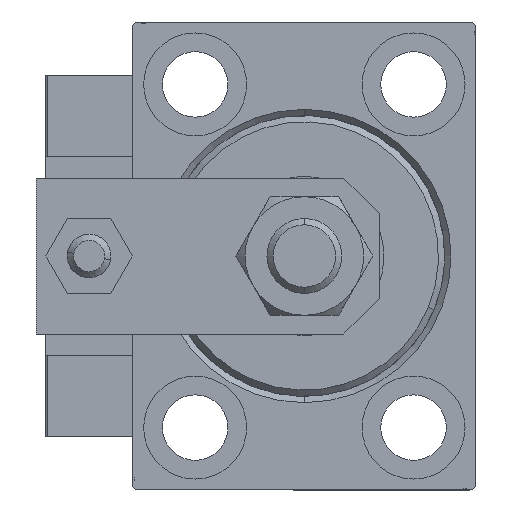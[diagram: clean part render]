
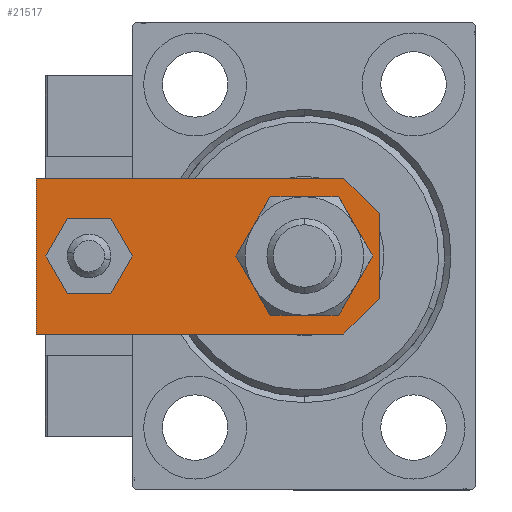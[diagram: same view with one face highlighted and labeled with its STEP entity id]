
A CAD part, left-side view. The second image highlights one B-rep face of the part: STEP entity #21517.
In plain terms, the highlighted face is planar.
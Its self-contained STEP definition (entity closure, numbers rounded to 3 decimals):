
#247 = EDGE_CURVE ( 'NONE', #1913, #11403, #30328, .T. ) ;
#1011 = CARTESIAN_POINT ( 'NONE',  ( -12.5, 55., 6. ) ) ;
#1159 = CARTESIAN_POINT ( 'NONE',  ( -12.5, 55., 6. ) ) ;
#1760 = DIRECTION ( 'NONE',  ( 1., 0., 0. ) ) ;
#1913 = VERTEX_POINT ( 'NONE', #2819 ) ;
#2279 = DIRECTION ( 'NONE',  ( 0., 0., 1. ) ) ;
#2635 = CARTESIAN_POINT ( 'NONE',  ( 0., 0., 6. ) ) ;
#2819 = CARTESIAN_POINT ( 'NONE',  ( 4., 46.5, 6. ) ) ;
#2823 = VERTEX_POINT ( 'NONE', #24785 ) ;
#4527 = AXIS2_PLACEMENT_3D ( 'NONE', #38942, #2279, #6536 ) ;
#6536 = DIRECTION ( 'NONE',  ( 1., 0., 0. ) ) ;
#6538 = ORIENTED_EDGE ( 'NONE', *, *, #8653, .F. ) ;
#6709 = CARTESIAN_POINT ( 'NONE',  ( -6.84, 0., 6. ) ) ;
#7152 = LINE ( 'NONE', #36091, #28698 ) ;
#7376 = EDGE_CURVE ( 'NONE', #2823, #35368, #25316, .T. ) ;
#7906 = ORIENTED_EDGE ( 'NONE', *, *, #49788, .F. ) ;
#8171 = ORIENTED_EDGE ( 'NONE', *, *, #17176, .T. ) ;
#8409 = CARTESIAN_POINT ( 'NONE',  ( -12.5, 5.66, 6. ) ) ;
#8653 = EDGE_CURVE ( 'NONE', #11403, #1913, #34694, .T. ) ;
#9186 = AXIS2_PLACEMENT_3D ( 'NONE', #13573, #30025, #46220 ) ;
#9590 = CARTESIAN_POINT ( 'NONE',  ( 12.5, 0., 6. ) ) ;
#10629 = FACE_BOUND ( 'NONE', #34391, .T. ) ;
#11403 = VERTEX_POINT ( 'NONE', #15984 ) ;
#11995 = VECTOR ( 'NONE', #49683, 1000. ) ;
#12571 = ORIENTED_EDGE ( 'NONE', *, *, #36350, .T. ) ;
#13573 = CARTESIAN_POINT ( 'NONE',  ( 0., 12., 6. ) ) ;
#13874 = EDGE_LOOP ( 'NONE', ( #6538, #18862 ) ) ;
#15234 = VECTOR ( 'NONE', #33461, 1000. ) ;
#15933 = AXIS2_PLACEMENT_3D ( 'NONE', #46148, #17475, #33151 ) ;
#15984 = CARTESIAN_POINT ( 'NONE',  ( -4., 46.5, 6. ) ) ;
#17043 = LINE ( 'NONE', #36428, #27025 ) ;
#17176 = EDGE_CURVE ( 'NONE', #39359, #24278, #33227, .T. ) ;
#17475 = DIRECTION ( 'NONE',  ( 0., 0., 1. ) ) ;
#17723 = CARTESIAN_POINT ( 'NONE',  ( 0., 46.5, 6. ) ) ;
#17821 = DIRECTION ( 'NONE',  ( 0., 0., 1. ) ) ;
#18500 = DIRECTION ( 'NONE',  ( 0., 0., 1. ) ) ;
#18648 = ORIENTED_EDGE ( 'NONE', *, *, #7376, .F. ) ;
#18836 = VECTOR ( 'NONE', #23271, 1000. ) ;
#18837 = CARTESIAN_POINT ( 'NONE',  ( 12.5, 55., 6. ) ) ;
#18862 = ORIENTED_EDGE ( 'NONE', *, *, #247, .F. ) ;
#19803 = CIRCLE ( 'NONE', #4527, 8.25 ) ;
#20490 = EDGE_CURVE ( 'NONE', #29157, #39930, #40597, .T. ) ;
#21443 = VECTOR ( 'NONE', #29181, 1000. ) ;
#21517 = ADVANCED_FACE ( 'NONE', ( #30811, #47010, #10629 ), #26835, .T. ) ;
#21552 = CARTESIAN_POINT ( 'NONE',  ( 12.5, 5.66, 6. ) ) ;
#21851 = ORIENTED_EDGE ( 'NONE', *, *, #20490, .T. ) ;
#23271 = DIRECTION ( 'NONE',  ( 0.707, -0.707, 0. ) ) ;
#23709 = CARTESIAN_POINT ( 'NONE',  ( -8.25, 12., 6. ) ) ;
#24278 = VERTEX_POINT ( 'NONE', #18837 ) ;
#24785 = CARTESIAN_POINT ( 'NONE',  ( 8.25, 12., 6. ) ) ;
#25316 = CIRCLE ( 'NONE', #9186, 8.25 ) ;
#26835 = PLANE ( 'NONE',  #35031 ) ;
#27025 = VECTOR ( 'NONE', #36949, 1000. ) ;
#27337 = DIRECTION ( 'NONE',  ( 0.707, 0.707, 0. ) ) ;
#27472 = VERTEX_POINT ( 'NONE', #29498 ) ;
#28698 = VECTOR ( 'NONE', #27337, 1000. ) ;
#29157 = VERTEX_POINT ( 'NONE', #1159 ) ;
#29181 = DIRECTION ( 'NONE',  ( 0., -1., 0. ) ) ;
#29498 = CARTESIAN_POINT ( 'NONE',  ( 6.84, 0., 6. ) ) ;
#30025 = DIRECTION ( 'NONE',  ( 0., 0., 1. ) ) ;
#30328 = CIRCLE ( 'NONE', #43890, 4. ) ;
#30684 = CARTESIAN_POINT ( 'NONE',  ( -3.42, -3.42, 6. ) ) ;
#30811 = FACE_BOUND ( 'NONE', #13874, .T. ) ;
#32538 = VERTEX_POINT ( 'NONE', #6709 ) ;
#33151 = DIRECTION ( 'NONE',  ( 1., 0., 0. ) ) ;
#33227 = LINE ( 'NONE', #9590, #11995 ) ;
#33461 = DIRECTION ( 'NONE',  ( -1., 0., 0. ) ) ;
#34015 = DIRECTION ( 'NONE',  ( 1., 0., 0. ) ) ;
#34387 = EDGE_CURVE ( 'NONE', #27472, #39359, #7152, .T. ) ;
#34391 = EDGE_LOOP ( 'NONE', ( #7906, #18648 ) ) ;
#34694 = CIRCLE ( 'NONE', #15933, 4. ) ;
#35031 = AXIS2_PLACEMENT_3D ( 'NONE', #2635, #17821, #34015 ) ;
#35368 = VERTEX_POINT ( 'NONE', #23709 ) ;
#36091 = CARTESIAN_POINT ( 'NONE',  ( 3.42, -3.42, 6. ) ) ;
#36350 = EDGE_CURVE ( 'NONE', #32538, #27472, #17043, .T. ) ;
#36428 = CARTESIAN_POINT ( 'NONE',  ( -12.5, 0., 6. ) ) ;
#36949 = DIRECTION ( 'NONE',  ( 1., 0., 0. ) ) ;
#37694 = LINE ( 'NONE', #45401, #15234 ) ;
#38942 = CARTESIAN_POINT ( 'NONE',  ( 0., 12., 6. ) ) ;
#39111 = EDGE_LOOP ( 'NONE', ( #21851, #42087, #12571, #45136, #8171, #48785 ) ) ;
#39359 = VERTEX_POINT ( 'NONE', #21552 ) ;
#39700 = LINE ( 'NONE', #30684, #18836 ) ;
#39930 = VERTEX_POINT ( 'NONE', #8409 ) ;
#40597 = LINE ( 'NONE', #1011, #21443 ) ;
#40785 = EDGE_CURVE ( 'NONE', #24278, #29157, #37694, .T. ) ;
#42087 = ORIENTED_EDGE ( 'NONE', *, *, #46486, .T. ) ;
#43890 = AXIS2_PLACEMENT_3D ( 'NONE', #17723, #18500, #1760 ) ;
#45136 = ORIENTED_EDGE ( 'NONE', *, *, #34387, .T. ) ;
#45401 = CARTESIAN_POINT ( 'NONE',  ( 12.5, 55., 6. ) ) ;
#46148 = CARTESIAN_POINT ( 'NONE',  ( 0., 46.5, 6. ) ) ;
#46220 = DIRECTION ( 'NONE',  ( 1., 0., 0. ) ) ;
#46486 = EDGE_CURVE ( 'NONE', #39930, #32538, #39700, .T. ) ;
#47010 = FACE_OUTER_BOUND ( 'NONE', #39111, .T. ) ;
#48785 = ORIENTED_EDGE ( 'NONE', *, *, #40785, .T. ) ;
#49683 = DIRECTION ( 'NONE',  ( 0., 1., 0. ) ) ;
#49788 = EDGE_CURVE ( 'NONE', #35368, #2823, #19803, .T. ) ;
